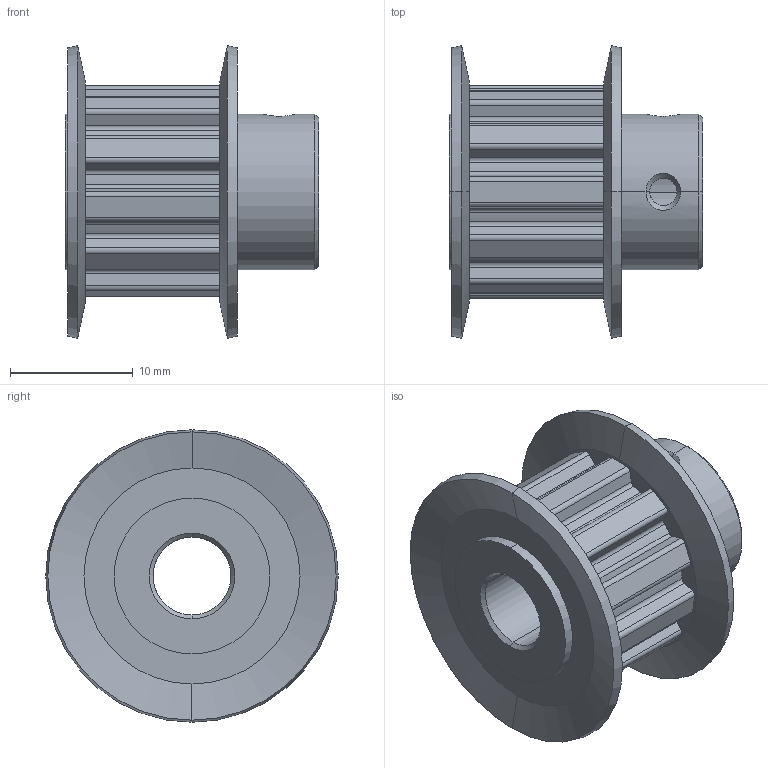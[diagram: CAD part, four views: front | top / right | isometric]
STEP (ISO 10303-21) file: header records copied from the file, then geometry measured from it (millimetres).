
FILE_DESCRIPTION (( 'STEP AP214' ), '1' );
FILE_NAME ('APB11XL037BF-250.step', '2015-04-08T21:01:13', ( '' ), ( '' ), 'SwSTEP 2.0', 'SolidWorks 2014', '' );
FILE_SCHEMA (( 'AUTOMOTIVE_DESIGN' ));
Length unit declared in the file: inch
Products named in the file (1): APB11XL037BF-250
Bounding box: 20.65 x 23.83 x 23.83 mm (x, y, z)
Volume: 3311.3 mm3; surface area: 2938.5 mm2
Topology: 1 solids, 1 shells, 133 faces, 368 edges, 239 vertices
Faces by surface type: cylinder 72, plane 39, cone 18, bspline 4
Entity records: 6523 total; most frequent: CARTESIAN_POINT 2974, DIRECTION 767, ORIENTED_EDGE 736, EDGE_CURVE 368, AXIS2_PLACEMENT_3D 288, VERTEX_POINT 239, LINE 191, VECTOR 191
